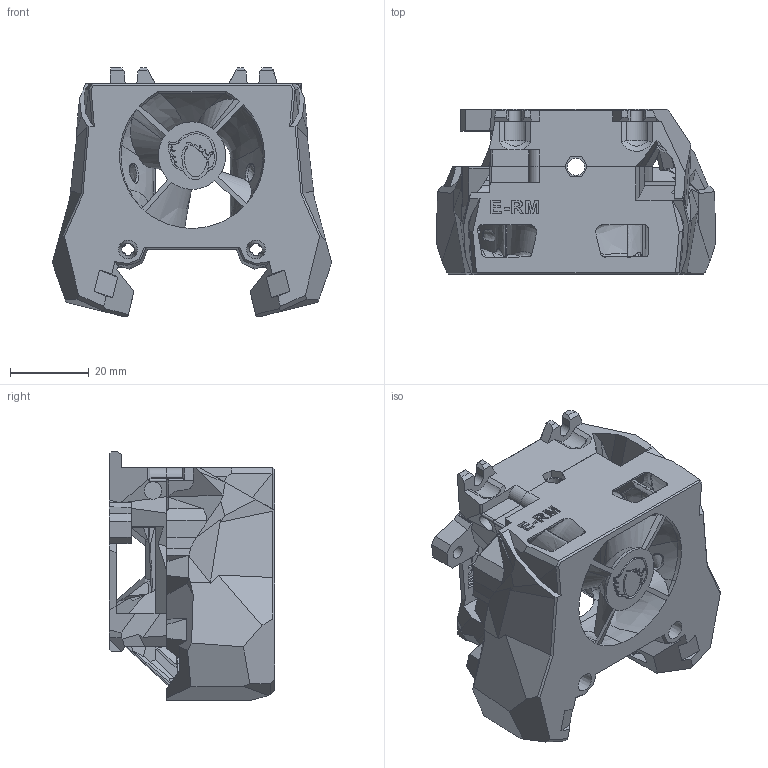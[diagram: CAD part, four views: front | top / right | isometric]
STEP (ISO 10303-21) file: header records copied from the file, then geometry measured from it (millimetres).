
FILE_DESCRIPTION(/* description */ ('STEP AP242','CAx-IF Rec.Pracs.---Representation and Presentation of Product Manufacturing Information (PMI)---4.0---2014-10-13','CAx-IF Rec.Pracs.---3D Tessellated Geometry---0.4---2014-09-14','2;1'),/* implementation_level */ '2;1');
FILE_NAME(/* name */ '67cb697050c8244d944ec0fb',/* time_stamp */ '2025-03-07T21:47:33Z',/* author */ (''),/* organization */ (''),/* preprocessor_version */ 'ST-DEVELOPER v20',/* originating_system */ 'ONSHAPE BY PTC INC, 1.194',/* authorisation */ ' ');
FILE_SCHEMA (('AP242_MANAGED_MODEL_BASED_3D_ENGINEERING_MIM_LF { 1 0 10303 442 1 1 4 }'));
Products named in the file (2): SB_RevoMicro_Back; SB_RevoMicro_Front
Bounding box: 71.07 x 42 x 63.13 mm (x, y, z)
Volume: 57632.6 mm3; surface area: 34173.5 mm2
Topology: 2 solids, 2 shells, 1295 faces, 3841 edges, 2510 vertices
Faces by surface type: plane 761, bspline 331, cylinder 152, cone 51
Full cylindrical faces by diameter (mm): 3.3 x1, 3.4 x8, 4.5 x1, 4.6 x2, 4.7 x3, 6 x2
Entity records: 65227 total; most frequent: CARTESIAN_POINT 33468, ORIENTED_EDGE 7504, DIRECTION 5128, EDGE_CURVE 3752, VERTEX_POINT 2485, LINE 2326, VECTOR 2326, AXIS2_PLACEMENT_3D 1401
